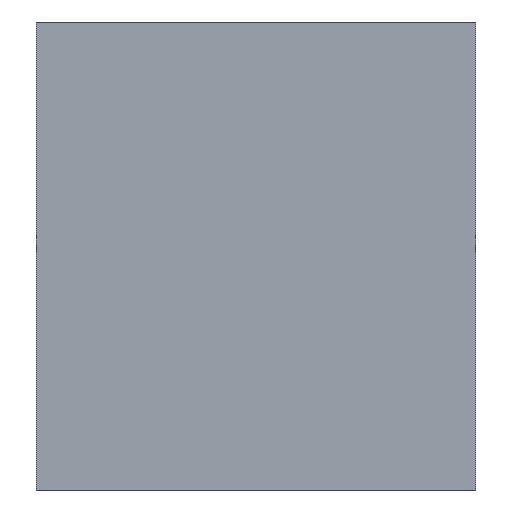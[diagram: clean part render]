
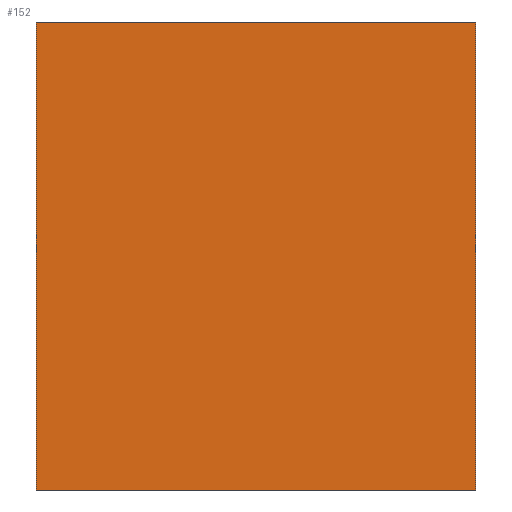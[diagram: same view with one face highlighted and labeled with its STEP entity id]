
A CAD part, left-side view. The second image highlights one B-rep face of the part: STEP entity #152.
In plain terms, the highlighted planar face has unit normal (-1, 0, 0).
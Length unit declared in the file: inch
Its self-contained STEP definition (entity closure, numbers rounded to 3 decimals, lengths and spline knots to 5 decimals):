
#22=PLANE('',#179);
#31=FACE_OUTER_BOUND('',#41,.T.);
#41=EDGE_LOOP('',(#130,#131,#132,#133));
#49=LINE('',#243,#63);
#57=LINE('',#258,#71);
#58=LINE('',#260,#72);
#59=LINE('',#261,#73);
#63=VECTOR('',#203,0.3937);
#71=VECTOR('',#215,0.3937);
#72=VECTOR('',#218,0.3937);
#73=VECTOR('',#219,0.3937);
#83=VERTEX_POINT('',#240);
#84=VERTEX_POINT('',#242);
#88=VERTEX_POINT('',#254);
#89=VERTEX_POINT('',#256);
#97=EDGE_CURVE('',#83,#84,#49,.T.);
#105=EDGE_CURVE('',#88,#89,#57,.T.);
#106=EDGE_CURVE('',#83,#88,#58,.T.);
#107=EDGE_CURVE('',#84,#89,#59,.T.);
#130=ORIENTED_EDGE('',*,*,#106,.T.);
#131=ORIENTED_EDGE('',*,*,#105,.T.);
#132=ORIENTED_EDGE('',*,*,#107,.F.);
#133=ORIENTED_EDGE('',*,*,#97,.F.);
#152=ADVANCED_FACE('',(#31),#22,.T.);
#179=AXIS2_PLACEMENT_3D('',#259,#216,#217);
#203=DIRECTION('',(0.,0.,1.));
#215=DIRECTION('',(0.,0.,1.));
#216=DIRECTION('center_axis',(-1.,0.,0.));
#217=DIRECTION('ref_axis',(0.,-1.,0.));
#218=DIRECTION('',(0.,-1.,0.));
#219=DIRECTION('',(0.,-1.,0.));
#240=CARTESIAN_POINT('',(0.,0.47,0.));
#242=CARTESIAN_POINT('',(0.,0.47,0.5));
#243=CARTESIAN_POINT('',(0.,0.47,0.));
#254=CARTESIAN_POINT('',(0.,0.,0.));
#256=CARTESIAN_POINT('',(0.,0.,0.5));
#258=CARTESIAN_POINT('',(0.,0.,0.));
#259=CARTESIAN_POINT('Origin',(0.,0.47,0.));
#260=CARTESIAN_POINT('',(0.,0.47,0.));
#261=CARTESIAN_POINT('',(0.,0.47,0.5));
